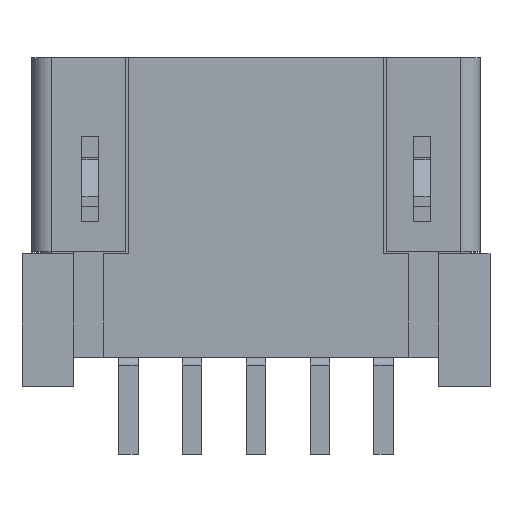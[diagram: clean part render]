
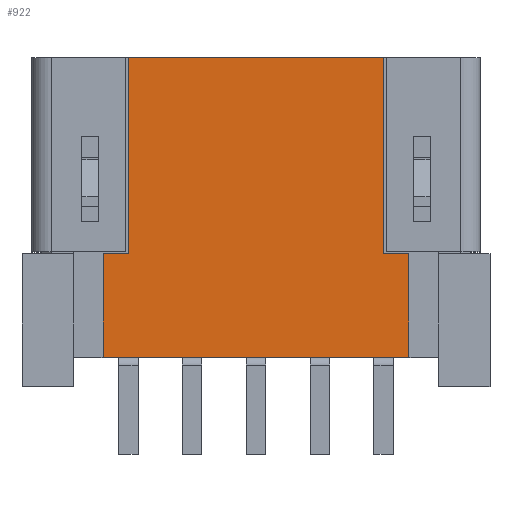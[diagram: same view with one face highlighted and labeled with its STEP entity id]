
A CAD part, top view. The second image highlights one B-rep face of the part: STEP entity #922.
In plain terms, the highlighted planar face has unit normal (0, 0, 1).
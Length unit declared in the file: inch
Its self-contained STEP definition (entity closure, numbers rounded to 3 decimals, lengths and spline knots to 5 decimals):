
#922 = ADVANCED_FACE( '', ( #1996 ), #1997, .F. );
#1996 = FACE_OUTER_BOUND( '', #3241, .T. );
#1997 = PLANE( '', #3242 );
#3241 = EDGE_LOOP( '', ( #5872, #5873, #5874, #5875, #5876, #5877, #5878, #5879 ) );
#3242 = AXIS2_PLACEMENT_3D( '', #5880, #5881, #5882 );
#5872 = ORIENTED_EDGE( '', *, *, #8831, .F. );
#5873 = ORIENTED_EDGE( '', *, *, #8765, .F. );
#5874 = ORIENTED_EDGE( '', *, *, #8125, .F. );
#5875 = ORIENTED_EDGE( '', *, *, #8832, .F. );
#5876 = ORIENTED_EDGE( '', *, *, #8833, .F. );
#5877 = ORIENTED_EDGE( '', *, *, #8733, .T. );
#5878 = ORIENTED_EDGE( '', *, *, #8376, .F. );
#5879 = ORIENTED_EDGE( '', *, *, #8834, .T. );
#5880 = CARTESIAN_POINT( '', ( -0.09443, 0.082, 0.0545 ) );
#5881 = DIRECTION( '', ( 0., 0., -1. ) );
#5882 = DIRECTION( '', ( -1., 0., 0. ) );
#8125 = EDGE_CURVE( '', #9986, #9988, #9989, .T. );
#8376 = EDGE_CURVE( '', #10399, #10394, #10401, .T. );
#8733 = EDGE_CURVE( '', #10936, #10394, #10937, .T. );
#8765 = EDGE_CURVE( '', #9988, #10982, #10985, .T. );
#8831 = EDGE_CURVE( '', #10982, #11072, #11073, .T. );
#8832 = EDGE_CURVE( '', #11074, #9986, #11075, .T. );
#8833 = EDGE_CURVE( '', #10936, #11074, #11076, .T. );
#8834 = EDGE_CURVE( '', #10399, #11072, #11077, .T. );
#9986 = VERTEX_POINT( '', #12612 );
#9988 = VERTEX_POINT( '', #12615 );
#9989 = LINE( '', #12616, #12617 );
#10394 = VERTEX_POINT( '', #13203 );
#10399 = VERTEX_POINT( '', #13210 );
#10401 = LINE( '', #13213, #13214 );
#10936 = VERTEX_POINT( '', #13996 );
#10937 = LINE( '', #13997, #13998 );
#10982 = VERTEX_POINT( '', #14066 );
#10985 = LINE( '', #14071, #14072 );
#11072 = VERTEX_POINT( '', #14196 );
#11073 = LINE( '', #14197, #14198 );
#11074 = VERTEX_POINT( '', #14199 );
#11075 = LINE( '', #14200, #14201 );
#11076 = LINE( '', #14202, #14203 );
#11077 = LINE( '', #14204, #14205 );
#12612 = CARTESIAN_POINT( '', ( 0.07893, 0.082, 0.0545 ) );
#12615 = CARTESIAN_POINT( '', ( 0.09443, 0.082, 0.0545 ) );
#12616 = CARTESIAN_POINT( '', ( -0.09443, 0.082, 0.0545 ) );
#12617 = VECTOR( '', #15382, 39.37008 );
#13203 = CARTESIAN_POINT( '', ( -0.07893, 0.082, 0.0545 ) );
#13210 = CARTESIAN_POINT( '', ( -0.09443, 0.082, 0.0545 ) );
#13213 = CARTESIAN_POINT( '', ( -0.09443, 0.082, 0.0545 ) );
#13214 = VECTOR( '', #15642, 39.37008 );
#13996 = CARTESIAN_POINT( '', ( -0.07893, 0.203, 0.0545 ) );
#13997 = CARTESIAN_POINT( '', ( -0.07893, 0.203, 0.0545 ) );
#13998 = VECTOR( '', #15986, 39.37008 );
#14066 = CARTESIAN_POINT( '', ( 0.09443, 0.018, 0.0545 ) );
#14071 = CARTESIAN_POINT( '', ( 0.09443, 0.082, 0.0545 ) );
#14072 = VECTOR( '', #16012, 39.37008 );
#14196 = CARTESIAN_POINT( '', ( -0.09443, 0.018, 0.0545 ) );
#14197 = CARTESIAN_POINT( '', ( 0.11243, 0.018, 0.0545 ) );
#14198 = VECTOR( '', #16065, 39.37008 );
#14199 = CARTESIAN_POINT( '', ( 0.07893, 0.203, 0.0545 ) );
#14200 = CARTESIAN_POINT( '', ( 0.07893, 0.203, 0.0545 ) );
#14201 = VECTOR( '', #16066, 39.37008 );
#14202 = CARTESIAN_POINT( '', ( -0.07893, 0.203, 0.0545 ) );
#14203 = VECTOR( '', #16067, 39.37008 );
#14204 = CARTESIAN_POINT( '', ( -0.09443, 0.082, 0.0545 ) );
#14205 = VECTOR( '', #16068, 39.37008 );
#15382 = DIRECTION( '', ( 1., 0., 0. ) );
#15642 = DIRECTION( '', ( 1., 0., 0. ) );
#15986 = DIRECTION( '', ( 0., -1., 0. ) );
#16012 = DIRECTION( '', ( 0., -1., 0. ) );
#16065 = DIRECTION( '', ( -1., 0., 0. ) );
#16066 = DIRECTION( '', ( 0., -1., 0. ) );
#16067 = DIRECTION( '', ( 1., 0., 0. ) );
#16068 = DIRECTION( '', ( 0., -1., 0. ) );
